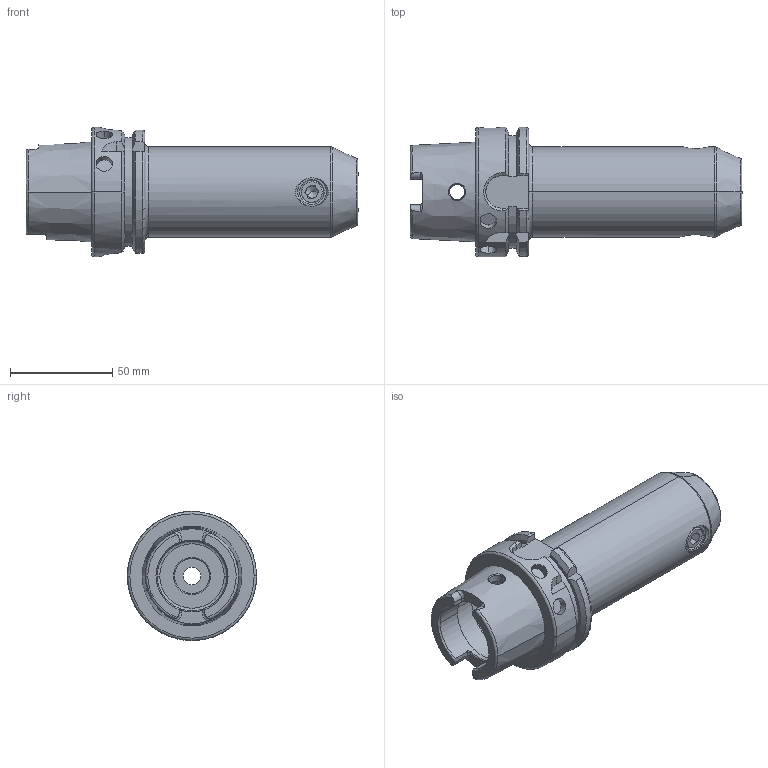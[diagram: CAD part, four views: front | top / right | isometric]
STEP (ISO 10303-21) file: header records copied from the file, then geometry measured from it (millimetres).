
FILE_DESCRIPTION (( 'STEP AP203' ), '1' );
FILE_NAME ('9163A-WE814130.STEP', '2023-05-27T09:45:11', ( '' ), ( '' ), 'SwSTEP 2.0', 'SolidWorks 2018', '' );
FILE_SCHEMA (( 'CONFIG_CONTROL_DESIGN' ));
Length unit declared in the file: millimetre
Products named in the file (4): HSKA63EM14130WW; GS-M12X16-DIN1835-B; 9163A-WE814130
Assembly tree (3 placements, depth 3):
  9163A-WE814130
    HSKA63EM14130WW
      HSKA63EM14130WW
      GS-M12X16-DIN1835-B
Bounding box: 162 x 63 x 63 mm (x, y, z)
Volume: 222706.4 mm3; surface area: 40855.2 mm2
Topology: 2 solids, 2 shells, 203 faces, 507 edges, 313 vertices
Faces by surface type: plane 66, cylinder 57, cone 35, torus 29, bspline 14, sphere 2
Entity records: 8109 total; most frequent: CARTESIAN_POINT 3019, ORIENTED_EDGE 1002, DIRECTION 952, EDGE_CURVE 501, AXIS2_PLACEMENT_3D 383, VERTEX_POINT 313, EDGE_LOOP 222, FACE_OUTER_BOUND 203
